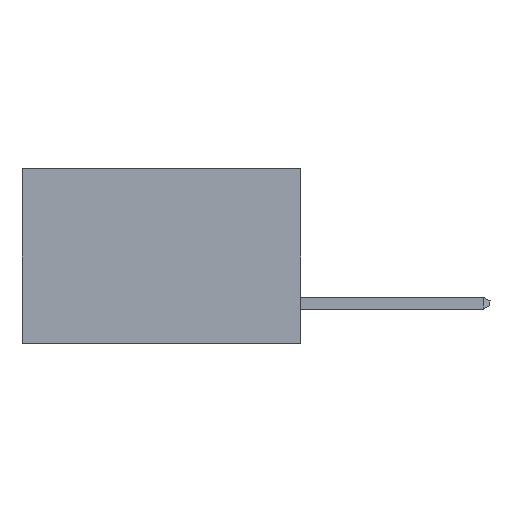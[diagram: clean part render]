
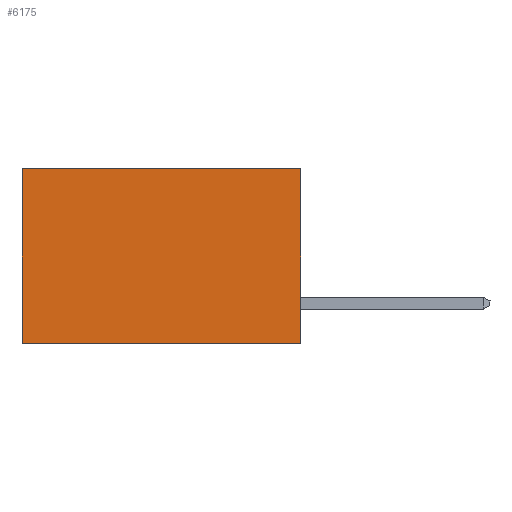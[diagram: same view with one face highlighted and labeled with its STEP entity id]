
A CAD part, left-side view. The second image highlights one B-rep face of the part: STEP entity #6175.
In plain terms, the highlighted planar face has unit normal (-1, 0, 0).
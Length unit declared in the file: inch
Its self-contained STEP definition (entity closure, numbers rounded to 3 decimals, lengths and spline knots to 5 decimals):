
#657 = LINE ( 'NONE', #2444, #7071 ) ;
#936 = EDGE_CURVE ( 'NONE', #1189, #3940, #657, .T. ) ;
#1084 = DIRECTION ( 'NONE',  ( 0., 1., 0. ) ) ;
#1116 = FACE_OUTER_BOUND ( 'NONE', #6823, .T. ) ;
#1132 = CARTESIAN_POINT ( 'NONE',  ( 0.277, 0., 0. ) ) ;
#1163 = CARTESIAN_POINT ( 'NONE',  ( 0.277, 0., -0.37 ) ) ;
#1189 = VERTEX_POINT ( 'NONE', #8171 ) ;
#1236 = DIRECTION ( 'NONE',  ( 0., 0., -1. ) ) ;
#1303 = EDGE_CURVE ( 'NONE', #1189, #5129, #10186, .T. ) ;
#1458 = VERTEX_POINT ( 'NONE', #3832 ) ;
#1922 = DIRECTION ( 'NONE',  ( 0., 0., -1. ) ) ;
#2062 = CARTESIAN_POINT ( 'NONE',  ( 0.277, 0.59, -0.37 ) ) ;
#2444 = CARTESIAN_POINT ( 'NONE',  ( 0.277, 0., -0.37 ) ) ;
#2483 = VECTOR ( 'NONE', #1084, 39.37008 ) ;
#2550 = CARTESIAN_POINT ( 'NONE',  ( 0.277, 0.59, 0. ) ) ;
#3678 = DIRECTION ( 'NONE',  ( 0., 1., 0. ) ) ;
#3832 = CARTESIAN_POINT ( 'NONE',  ( 0.277, 0.59, -0.37 ) ) ;
#3940 = VERTEX_POINT ( 'NONE', #8375 ) ;
#3975 = AXIS2_PLACEMENT_3D ( 'NONE', #5790, #5787, #5773 ) ;
#5129 = VERTEX_POINT ( 'NONE', #2550 ) ;
#5558 = ORIENTED_EDGE ( 'NONE', *, *, #10414, .T. ) ;
#5580 = ORIENTED_EDGE ( 'NONE', *, *, #6855, .F. ) ;
#5695 = ORIENTED_EDGE ( 'NONE', *, *, #936, .F. ) ;
#5710 = LINE ( 'NONE', #1163, #2483 ) ;
#5739 = LINE ( 'NONE', #2062, #7647 ) ;
#5773 = DIRECTION ( 'NONE',  ( 0., 0., -1. ) ) ;
#5787 = DIRECTION ( 'NONE',  ( 1., 0., 0. ) ) ;
#5790 = CARTESIAN_POINT ( 'NONE',  ( 0.277, 0., -0.37 ) ) ;
#5824 = ORIENTED_EDGE ( 'NONE', *, *, #1303, .T. ) ;
#5833 = PLANE ( 'NONE',  #3975 ) ;
#5934 = VECTOR ( 'NONE', #3678, 39.37008 ) ;
#6175 = ADVANCED_FACE ( 'NONE', ( #1116 ), #5833, .F. ) ;
#6823 = EDGE_LOOP ( 'NONE', ( #5558, #5580, #5695, #5824 ) ) ;
#6855 = EDGE_CURVE ( 'NONE', #3940, #1458, #5710, .T. ) ;
#7071 = VECTOR ( 'NONE', #1922, 39.37008 ) ;
#7647 = VECTOR ( 'NONE', #1236, 39.37008 ) ;
#8171 = CARTESIAN_POINT ( 'NONE',  ( 0.277, 0., 0. ) ) ;
#8375 = CARTESIAN_POINT ( 'NONE',  ( 0.277, 0., -0.37 ) ) ;
#10186 = LINE ( 'NONE', #1132, #5934 ) ;
#10414 = EDGE_CURVE ( 'NONE', #5129, #1458, #5739, .T. ) ;
